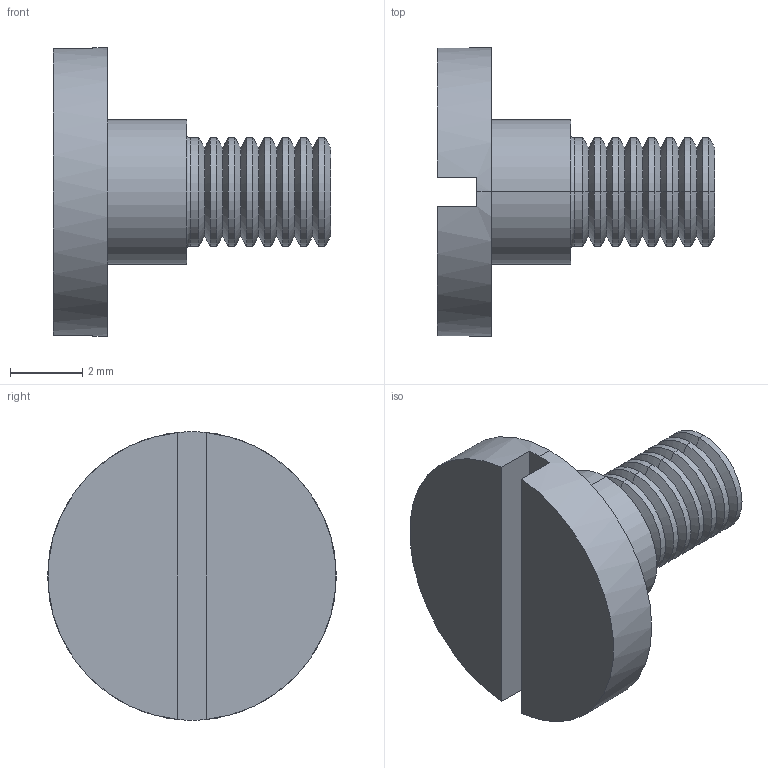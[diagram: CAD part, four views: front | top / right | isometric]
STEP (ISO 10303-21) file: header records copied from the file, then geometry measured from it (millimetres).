
FILE_DESCRIPTION (( 'STEP AP214' ), '1' );
FILE_NAME ('Counter Plunger Screw M3 x 6 x 4.STEP', '2025-07-06T08:34:22', ( '' ), ( '' ), 'SwSTEP 2.0', 'SolidWorks 2025', '' );
FILE_SCHEMA (( 'AUTOMOTIVE_DESIGN' ));
Length unit declared in the file: millimetre
Products named in the file (1): Counter Plunger Screw M3 x 6 x 4_KS 1021 FF - M3 x 10-S
Bounding box: 7.7 x 8 x 8 mm (x, y, z)
Volume: 121.3 mm3; surface area: 235.1 mm2
Topology: 1 solids, 1 shells, 60 faces, 122 edges, 66 vertices
Faces by surface type: cone 30, cylinder 20, plane 8, torus 2
Entity records: 1576 total; most frequent: DIRECTION 308, CARTESIAN_POINT 249, ORIENTED_EDGE 244, AXIS2_PLACEMENT_3D 125, EDGE_CURVE 122, VERTEX_POINT 66, CIRCLE 64, EDGE_LOOP 62
